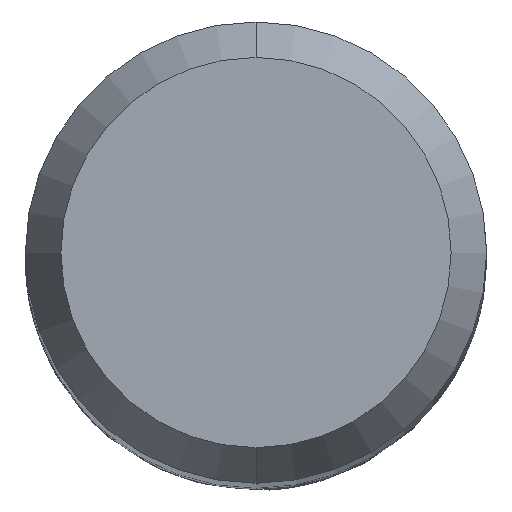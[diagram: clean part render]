
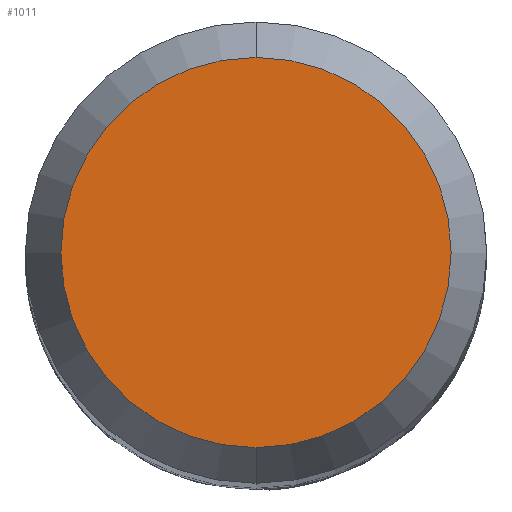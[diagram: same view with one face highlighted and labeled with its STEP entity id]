
A CAD part, top view. The second image highlights one B-rep face of the part: STEP entity #1011.
In plain terms, the highlighted planar face has unit normal (0, 0, 1).
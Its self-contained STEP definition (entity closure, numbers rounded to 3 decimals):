
#1011=ADVANCED_FACE('',(#2500),#2501,.T.);
#1233=VERTEX_POINT('',#2744);
#1345=VERTEX_POINT('',#2872);
#1503=EDGE_CURVE('',#1233,#1345,#3040,.T.);
#1767=EDGE_CURVE('',#1345,#1233,#3328,.T.);
#2500=FACE_OUTER_BOUND('',#5527,.T.);
#2501=PLANE('',#5528);
#2744=CARTESIAN_POINT('',(0.,-2.538,0.0));
#2872=CARTESIAN_POINT('',(0.0,2.538,0.0));
#3040=CIRCLE('',#10500,2.538);
#3328=CIRCLE('',#11888,2.538);
#5527=EDGE_LOOP('',(#15785,#15786));
#5528=AXIS2_PLACEMENT_3D('',#15787,#15788,#15789);
#10500=AXIS2_PLACEMENT_3D('',#16369,#16370,#16371);
#11888=AXIS2_PLACEMENT_3D('',#16689,#16690,#16691);
#15785=ORIENTED_EDGE('',*,*,#1767,.F.);
#15786=ORIENTED_EDGE('',*,*,#1503,.F.);
#15787=CARTESIAN_POINT('',(0.0,1.269,0.0));
#15788=DIRECTION('',(-0.0,0.0,1.0));
#15789=DIRECTION('',(0.0,-1.0,0.0));
#16369=CARTESIAN_POINT('',(0.0,0.0,0.0));
#16370=DIRECTION('',(0.0,0.0,-1.0));
#16371=DIRECTION('',(0.0,1.0,0.0));
#16689=CARTESIAN_POINT('',(0.0,0.0,0.0));
#16690=DIRECTION('',(0.0,0.0,-1.0));
#16691=DIRECTION('',(0.0,1.0,0.0));
